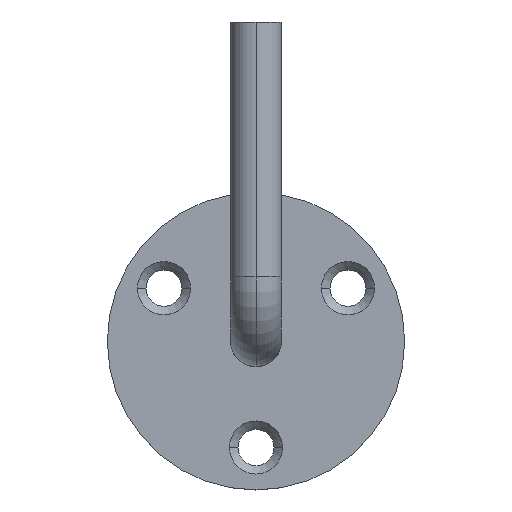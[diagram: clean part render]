
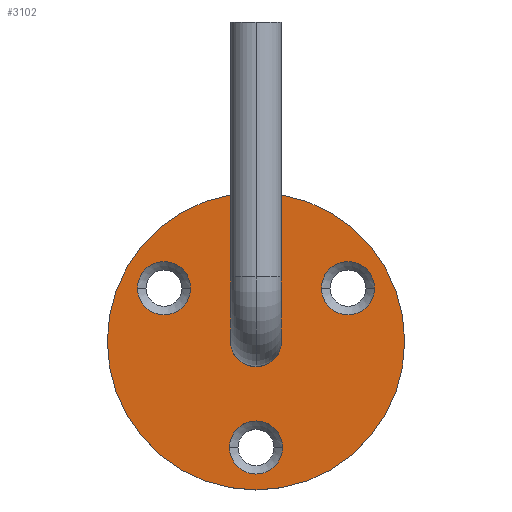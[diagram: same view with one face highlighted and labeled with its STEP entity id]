
A CAD part, top view. The second image highlights one B-rep face of the part: STEP entity #3102.
In plain terms, the highlighted planar face has unit normal (0, 0, 1).
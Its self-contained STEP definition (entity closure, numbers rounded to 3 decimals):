
#109 = ORIENTED_EDGE ( 'NONE', *, *, #8164, .F. ) ;
#196 = AXIS2_PLACEMENT_3D ( 'NONE', #7538, #14244, #12739 ) ;
#443 = ORIENTED_EDGE ( 'NONE', *, *, #6539, .T. ) ;
#508 = ORIENTED_EDGE ( 'NONE', *, *, #6605, .F. ) ;
#638 = DIRECTION ( 'NONE',  ( 0., 0., 1. ) ) ;
#689 = CIRCLE ( 'NONE', #10230, 35. ) ;
#1059 = CARTESIAN_POINT ( 'NONE',  ( 21.651, 12.5, 4. ) ) ;
#1077 = CIRCLE ( 'NONE', #9009, 6. ) ;
#1300 = CIRCLE ( 'NONE', #9657, 35. ) ;
#1338 = VERTEX_POINT ( 'NONE', #4082 ) ;
#1596 = DIRECTION ( 'NONE',  ( 0., 0., 1. ) ) ;
#1698 = AXIS2_PLACEMENT_3D ( 'NONE', #10444, #14485, #8972 ) ;
#1699 = CARTESIAN_POINT ( 'NONE',  ( -27.901, 12.5, 4. ) ) ;
#1702 = CARTESIAN_POINT ( 'NONE',  ( -21.651, 12.5, 4. ) ) ;
#1727 = CIRCLE ( 'NONE', #15725, 6.25 ) ;
#2010 = AXIS2_PLACEMENT_3D ( 'NONE', #8440, #1596, #4267 ) ;
#2044 = DIRECTION ( 'NONE',  ( 1., 0., 0. ) ) ;
#2189 = EDGE_LOOP ( 'NONE', ( #9227, #443 ) ) ;
#2321 = EDGE_CURVE ( 'NONE', #6848, #13100, #12137, .T. ) ;
#2519 = ORIENTED_EDGE ( 'NONE', *, *, #10115, .F. ) ;
#2582 = VERTEX_POINT ( 'NONE', #4131 ) ;
#2718 = ORIENTED_EDGE ( 'NONE', *, *, #2321, .F. ) ;
#2865 = CARTESIAN_POINT ( 'NONE',  ( 15.401, 12.5, 4. ) ) ;
#3102 = ADVANCED_FACE ( 'NONE', ( #4572, #10876, #5192, #8161, #3926 ), #15530, .T. ) ;
#3601 = DIRECTION ( 'NONE',  ( 1., 0., 0. ) ) ;
#3644 = CARTESIAN_POINT ( 'NONE',  ( 0., -6., 4. ) ) ;
#3826 = CIRCLE ( 'NONE', #2010, 6.25 ) ;
#3926 = FACE_OUTER_BOUND ( 'NONE', #2189, .T. ) ;
#4082 = CARTESIAN_POINT ( 'NONE',  ( 27.901, 12.5, 4. ) ) ;
#4131 = CARTESIAN_POINT ( 'NONE',  ( -6.25, -25., 4. ) ) ;
#4235 = VERTEX_POINT ( 'NONE', #2865 ) ;
#4267 = DIRECTION ( 'NONE',  ( 1., 0., 0. ) ) ;
#4572 = FACE_BOUND ( 'NONE', #15606, .T. ) ;
#5056 = DIRECTION ( 'NONE',  ( 1., 0., 0. ) ) ;
#5192 = FACE_BOUND ( 'NONE', #11172, .T. ) ;
#5285 = ORIENTED_EDGE ( 'NONE', *, *, #10395, .F. ) ;
#5336 = DIRECTION ( 'NONE',  ( 0., 0., 1. ) ) ;
#6435 = CARTESIAN_POINT ( 'NONE',  ( 0., 0., 4. ) ) ;
#6457 = CARTESIAN_POINT ( 'NONE',  ( 0., 6., 4. ) ) ;
#6460 = DIRECTION ( 'NONE',  ( 0., 0., 1. ) ) ;
#6539 = EDGE_CURVE ( 'NONE', #9144, #15118, #689, .T. ) ;
#6605 = EDGE_CURVE ( 'NONE', #4235, #1338, #1727, .T. ) ;
#6848 = VERTEX_POINT ( 'NONE', #1699 ) ;
#6897 = EDGE_CURVE ( 'NONE', #15118, #9144, #1300, .T. ) ;
#7141 = CARTESIAN_POINT ( 'NONE',  ( -15.401, 12.5, 4. ) ) ;
#7538 = CARTESIAN_POINT ( 'NONE',  ( 0., 0., 4. ) ) ;
#7759 = CARTESIAN_POINT ( 'NONE',  ( -21.651, 12.5, 4. ) ) ;
#8009 = CIRCLE ( 'NONE', #16076, 6.25 ) ;
#8012 = EDGE_LOOP ( 'NONE', ( #8805, #2718 ) ) ;
#8161 = FACE_BOUND ( 'NONE', #12925, .T. ) ;
#8164 = EDGE_CURVE ( 'NONE', #1338, #4235, #3826, .T. ) ;
#8190 = DIRECTION ( 'NONE',  ( 0., 0., 1. ) ) ;
#8440 = CARTESIAN_POINT ( 'NONE',  ( 21.651, 12.5, 4. ) ) ;
#8448 = CARTESIAN_POINT ( 'NONE',  ( -35., 0., 4. ) ) ;
#8680 = VERTEX_POINT ( 'NONE', #3644 ) ;
#8776 = DIRECTION ( 'NONE',  ( 0., 0., 1. ) ) ;
#8805 = ORIENTED_EDGE ( 'NONE', *, *, #14804, .F. ) ;
#8824 = CIRCLE ( 'NONE', #15275, 6. ) ;
#8835 = CIRCLE ( 'NONE', #16207, 6.25 ) ;
#8902 = DIRECTION ( 'NONE',  ( 1., 0., 0. ) ) ;
#8972 = DIRECTION ( 'NONE',  ( 1., 0., 0. ) ) ;
#9009 = AXIS2_PLACEMENT_3D ( 'NONE', #6435, #10402, #5056 ) ;
#9144 = VERTEX_POINT ( 'NONE', #14063 ) ;
#9227 = ORIENTED_EDGE ( 'NONE', *, *, #6897, .T. ) ;
#9657 = AXIS2_PLACEMENT_3D ( 'NONE', #10042, #638, #2044 ) ;
#10042 = CARTESIAN_POINT ( 'NONE',  ( 0., 0., 4. ) ) ;
#10115 = EDGE_CURVE ( 'NONE', #8680, #16513, #8824, .T. ) ;
#10230 = AXIS2_PLACEMENT_3D ( 'NONE', #15509, #11711, #3601 ) ;
#10395 = EDGE_CURVE ( 'NONE', #2582, #12377, #8009, .T. ) ;
#10402 = DIRECTION ( 'NONE',  ( 0., 0., 1. ) ) ;
#10444 = CARTESIAN_POINT ( 'NONE',  ( 0., -25., 4. ) ) ;
#10482 = ORIENTED_EDGE ( 'NONE', *, *, #13321, .F. ) ;
#10712 = CARTESIAN_POINT ( 'NONE',  ( 6.25, -25., 4. ) ) ;
#10876 = FACE_BOUND ( 'NONE', #8012, .T. ) ;
#11172 = EDGE_LOOP ( 'NONE', ( #15162, #5285 ) ) ;
#11594 = AXIS2_PLACEMENT_3D ( 'NONE', #7759, #6460, #16998 ) ;
#11711 = DIRECTION ( 'NONE',  ( 0., 0., 1. ) ) ;
#12137 = CIRCLE ( 'NONE', #11594, 6.25 ) ;
#12377 = VERTEX_POINT ( 'NONE', #10712 ) ;
#12739 = DIRECTION ( 'NONE',  ( 1., 0., 0. ) ) ;
#12925 = EDGE_LOOP ( 'NONE', ( #10482, #2519 ) ) ;
#13100 = VERTEX_POINT ( 'NONE', #7141 ) ;
#13321 = EDGE_CURVE ( 'NONE', #16513, #8680, #1077, .T. ) ;
#14060 = CIRCLE ( 'NONE', #1698, 6.25 ) ;
#14063 = CARTESIAN_POINT ( 'NONE',  ( 35., 0., 4. ) ) ;
#14244 = DIRECTION ( 'NONE',  ( 0., 0., 1. ) ) ;
#14358 = CARTESIAN_POINT ( 'NONE',  ( 0., -25., 4. ) ) ;
#14485 = DIRECTION ( 'NONE',  ( 0., 0., 1. ) ) ;
#14579 = DIRECTION ( 'NONE',  ( 1., 0., 0. ) ) ;
#14804 = EDGE_CURVE ( 'NONE', #13100, #6848, #8835, .T. ) ;
#15118 = VERTEX_POINT ( 'NONE', #8448 ) ;
#15162 = ORIENTED_EDGE ( 'NONE', *, *, #16118, .F. ) ;
#15275 = AXIS2_PLACEMENT_3D ( 'NONE', #17321, #5336, #16116 ) ;
#15509 = CARTESIAN_POINT ( 'NONE',  ( 0., 0., 4. ) ) ;
#15530 = PLANE ( 'NONE',  #196 ) ;
#15606 = EDGE_LOOP ( 'NONE', ( #109, #508 ) ) ;
#15725 = AXIS2_PLACEMENT_3D ( 'NONE', #1059, #17214, #14579 ) ;
#16076 = AXIS2_PLACEMENT_3D ( 'NONE', #14358, #8776, #8902 ) ;
#16116 = DIRECTION ( 'NONE',  ( 1., 0., 0. ) ) ;
#16118 = EDGE_CURVE ( 'NONE', #12377, #2582, #14060, .T. ) ;
#16207 = AXIS2_PLACEMENT_3D ( 'NONE', #1702, #8190, #16328 ) ;
#16328 = DIRECTION ( 'NONE',  ( 1., 0., 0. ) ) ;
#16513 = VERTEX_POINT ( 'NONE', #6457 ) ;
#16998 = DIRECTION ( 'NONE',  ( 1., 0., 0. ) ) ;
#17214 = DIRECTION ( 'NONE',  ( 0., 0., 1. ) ) ;
#17321 = CARTESIAN_POINT ( 'NONE',  ( 0., 0., 4. ) ) ;
